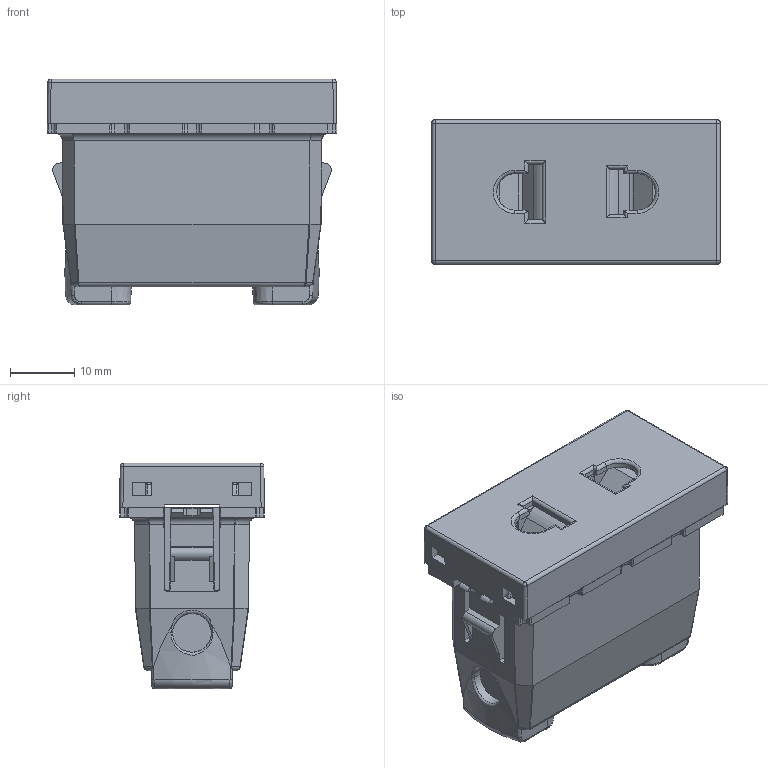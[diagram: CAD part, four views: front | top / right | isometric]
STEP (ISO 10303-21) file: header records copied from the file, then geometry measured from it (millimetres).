
FILE_DESCRIPTION(('CATIA V5 STEP Exchange','CAx-IF Rec.Pracs.--- Model Styling and Organization---1.5--- 2016-08-15','CAx-IF Rec.Pracs.---Supplemental Geometry---1.0---2011-11-01','CAx-IF Rec.Pracs.--- Composite Materials ---1.1---2010-07-15'),'2;1');
FILE_NAME('572604.stp','2023-06-07T09:13:41+00:00',('none'),('none'),'CATIA Version 5-6 Release 2020 SP3','CATIA V5 STEP AP214 v2','none');
FILE_SCHEMA(('AUTOMOTIVE_DESIGN { 1 0 10303 214 1 1 1 1 }'));
Length unit declared in the file: millimetre
Products named in the file (1): 572604
Bounding box: 45.05 x 22.52 x 35.1 mm (x, y, z)
Volume: 21078.8 mm3; surface area: 12333.3 mm2
Topology: 4 solids, 6 shells, 695 faces, 1924 edges, 1232 vertices
Faces by surface type: plane 361, cylinder 216, bspline 56, cone 22, sphere 18, torus 16, extrusion 6
Entity records: 28792 total; most frequent: CARTESIAN_POINT 12853, ORIENTED_EDGE 3812, DIRECTION 2314, EDGE_CURVE 1906, VERTEX_POINT 1232, VECTOR 965, LINE 959, AXIS2_PLACEMENT_3D 777
